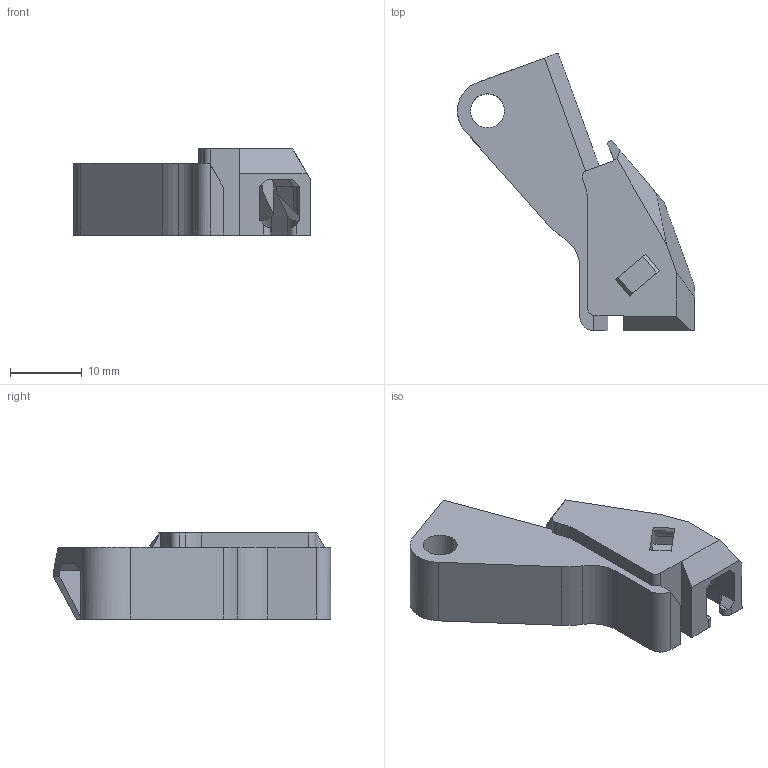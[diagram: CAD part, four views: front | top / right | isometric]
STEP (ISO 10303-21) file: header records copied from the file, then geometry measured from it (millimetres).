
FILE_DESCRIPTION(/* description */ (''),/* implementation_level */ '2;1');
FILE_NAME(/* name */ 'kirigami_stealth_wire_guide.step',/* time_stamp */ '2023-01-29T14:37:54+01:00',/* author */ (''),/* organization */ (''),/* preprocessor_version */ 'ST-DEVELOPER v19.2',/* originating_system */ 'Autodesk Translation Framework v11.17.0.187',/* authorisation */ '');
FILE_SCHEMA (('AUTOMOTIVE_DESIGN { 1 0 10303 214 3 1 1 }'));
Length unit declared in the file: millimetre
Products named in the file (1): kirigami_stealth_wire_guide
Bounding box: 33.07 x 38.69 x 12 mm (x, y, z)
Volume: 3967.6 mm3; surface area: 3268.4 mm2
Topology: 1 solids, 1 shells, 180 faces, 484 edges, 305 vertices
Faces by surface type: plane 134, cylinder 39, cone 6, bspline 1
Full cylindrical faces by diameter (mm): 4.75 x1
Entity records: 5598 total; most frequent: CARTESIAN_POINT 1002, ORIENTED_EDGE 968, DIRECTION 929, EDGE_CURVE 484, LINE 383, VECTOR 383, VERTEX_POINT 305, AXIS2_PLACEMENT_3D 273
